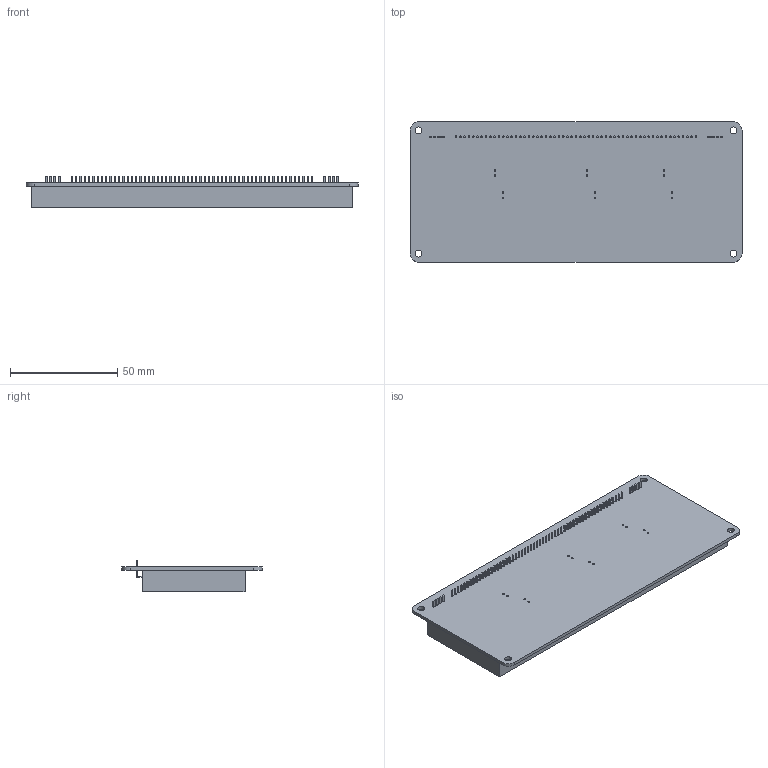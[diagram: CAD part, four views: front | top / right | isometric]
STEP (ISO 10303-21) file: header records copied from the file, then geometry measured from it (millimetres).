
FILE_DESCRIPTION(('KiCad electronic assembly'),'2;1');
FILE_NAME('PCB_Assembly.step','2025-12-18T17:55:43',('Pcbnew'),('Kicad') ,'Open CASCADE STEP processor 7.9','KiCad to STEP converter','Unknown' );
FILE_SCHEMA(('AUTOMOTIVE_DESIGN { 1 0 10303 214 1 1 1 1 }'));
Length unit declared in the file: millimetre
Products named in the file (6): PCB_Assembly 1; GP1247AI; Pin; Filament Pin; Body; GP1247AI_PCB
Assembly tree (68 placements, depth 3):
  PCB_Assembly 1
    GP1247AI
      Pin  x57
      Filament Pin  x8
      Body
    GP1247AI_PCB
Bounding box: 155 x 65.5 x 14.75 mm (x, y, z)
Volume: 87373.7 mm3; surface area: 40948.2 mm2
Topology: 67 solids, 67 shells, 641 faces, 1521 edges, 1014 vertices
Faces by surface type: plane 548, cylinder 93
Full cylindrical faces by diameter (mm): 0.8 x69, 3.2 x4
Entity records: 5484 total; most frequent: DIRECTION 985, CARTESIAN_POINT 851, ORIENTED_EDGE 774, AXIS2_PLACEMENT_3D 392, EDGE_CURVE 387, FACE_BOUND 299, EDGE_LOOP 299, VERTEX_POINT 258
